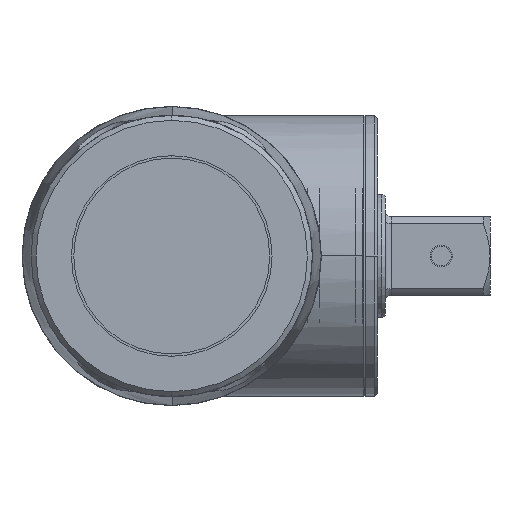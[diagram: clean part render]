
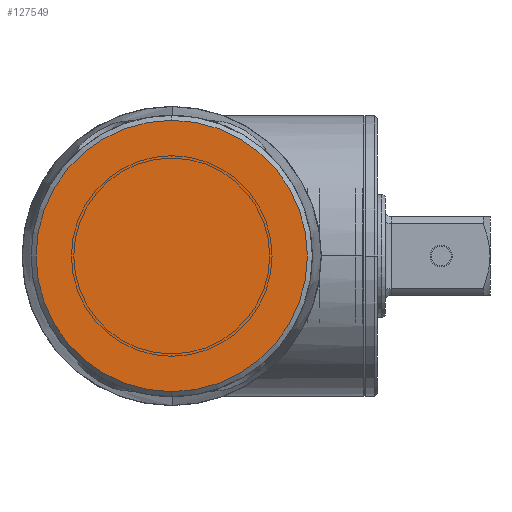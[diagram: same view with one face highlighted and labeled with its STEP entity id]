
A CAD part, left-side view. The second image highlights one B-rep face of the part: STEP entity #127549.
In plain terms, the highlighted planar face has unit normal (-1, 0, 0).
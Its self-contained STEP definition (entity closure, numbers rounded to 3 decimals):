
#25873=CARTESIAN_POINT('',(-53.472,0.,0.));
#25874=DIRECTION('',(-1.,0.,0.));
#25875=DIRECTION('',(0.,0.,-1.));
#25876=AXIS2_PLACEMENT_3D('',#25873,#25874,#25875);
#25887=CARTESIAN_POINT('',(-53.472,0.,0.));
#25888=DIRECTION('',(1.,0.,0.));
#25889=DIRECTION('',(0.,0.,-1.));
#25890=AXIS2_PLACEMENT_3D('',#25887,#25888,#25889);
#113760=CARTESIAN_POINT('',(-53.472,0.,-21.975));
#113761=CARTESIAN_POINT('',(-53.472,0.,21.975));
#113762=VERTEX_POINT('',#113760);
#113763=VERTEX_POINT('',#113761);
#127540=CARTESIAN_POINT('',(-53.472,0.,0.));
#127541=DIRECTION('',(-1.,0.,0.));
#127542=DIRECTION('',(0.,0.,1.));
#127543=AXIS2_PLACEMENT_3D('',#127540,#127541,#127542);
#127544=PLANE('',#127543);
#127545=ORIENTED_EDGE('',*,*,#127520,.F.);
#127546=ORIENTED_EDGE('',*,*,#127534,.T.);
#127547=EDGE_LOOP('',(#127545,#127546));
#127548=FACE_OUTER_BOUND('',#127547,.F.);
#127549=ADVANCED_FACE('',(#127548),#127544,.T.);
#25877=CIRCLE('',#25876,21.975);
#25891=CIRCLE('',#25890,21.975);
#127520=EDGE_CURVE('',#113762,#113763,#25877,.T.);
#127534=EDGE_CURVE('',#113762,#113763,#25891,.T.);
